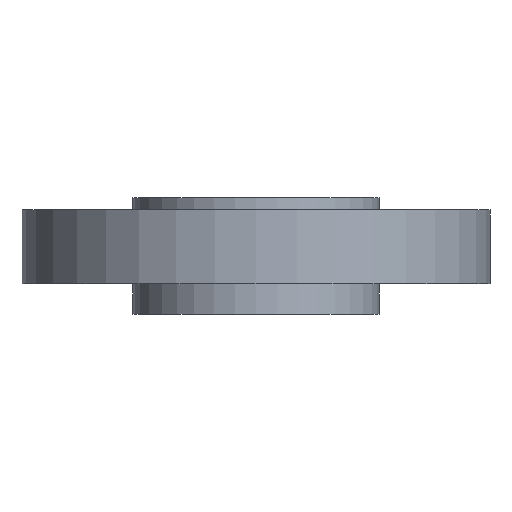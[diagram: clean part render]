
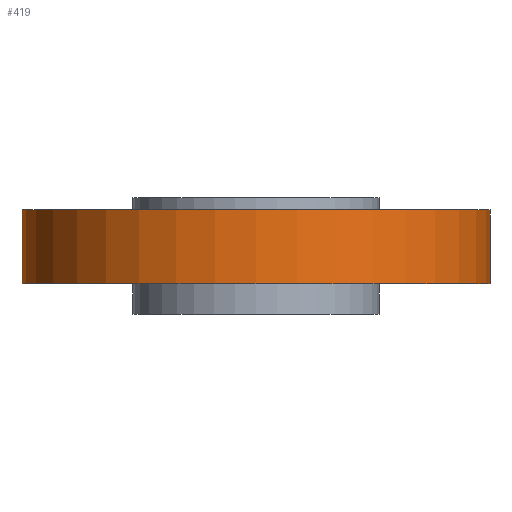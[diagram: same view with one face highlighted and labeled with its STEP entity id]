
A CAD part, front view. The second image highlights one B-rep face of the part: STEP entity #419.
In plain terms, the highlighted cylindrical face has radius 120.65 mm (diameter 241.3 mm), a partial arc.
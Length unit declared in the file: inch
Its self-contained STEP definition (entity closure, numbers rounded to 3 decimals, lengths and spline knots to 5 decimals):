
#29 = CARTESIAN_POINT ( 'NONE',  ( 0., 0., -0.25 ) ) ;
#49 = CARTESIAN_POINT ( 'NONE',  ( 0., 0., -15.18503 ) ) ;
#84 = AXIS2_PLACEMENT_3D ( 'NONE', #29, #870, #882 ) ;
#154 = VECTOR ( 'NONE', #769, 39.37008 ) ;
#164 = EDGE_CURVE ( 'NONE', #288, #266, #744, .T. ) ;
#177 = CARTESIAN_POINT ( 'NONE',  ( 4.75, 0., -15.18503 ) ) ;
#184 = CARTESIAN_POINT ( 'NONE',  ( -4.75, 0., -0.25 ) ) ;
#201 = CARTESIAN_POINT ( 'NONE',  ( 4.75, 0., -1.75 ) ) ;
#265 = DIRECTION ( 'NONE',  ( 1., 0., 0. ) ) ;
#266 = VERTEX_POINT ( 'NONE', #909 ) ;
#288 = VERTEX_POINT ( 'NONE', #201 ) ;
#313 = ORIENTED_EDGE ( 'NONE', *, *, #164, .F. ) ;
#317 = LINE ( 'NONE', #328, #154 ) ;
#327 = EDGE_CURVE ( 'NONE', #355, #759, #523, .T. ) ;
#328 = CARTESIAN_POINT ( 'NONE',  ( -4.75, 0., -15.18503 ) ) ;
#355 = VERTEX_POINT ( 'NONE', #184 ) ;
#385 = EDGE_CURVE ( 'NONE', #288, #759, #576, .T. ) ;
#398 = CARTESIAN_POINT ( 'NONE',  ( 0., 0., -1.75 ) ) ;
#410 = DIRECTION ( 'NONE',  ( 0., 0., 1. ) ) ;
#419 = ADVANCED_FACE ( 'NONE', ( #505 ), #815, .T. ) ;
#505 = FACE_OUTER_BOUND ( 'NONE', #745, .T. ) ;
#523 = CIRCLE ( 'NONE', #84, 4.75 ) ;
#533 = ORIENTED_EDGE ( 'NONE', *, *, #385, .T. ) ;
#564 = DIRECTION ( 'NONE',  ( 1., 0., 0. ) ) ;
#569 = ORIENTED_EDGE ( 'NONE', *, *, #327, .F. ) ;
#576 = LINE ( 'NONE', #177, #918 ) ;
#581 = DIRECTION ( 'NONE',  ( 0., 0., 1. ) ) ;
#702 = AXIS2_PLACEMENT_3D ( 'NONE', #49, #410, #265 ) ;
#744 = CIRCLE ( 'NONE', #848, 4.75 ) ;
#745 = EDGE_LOOP ( 'NONE', ( #828, #313, #533, #569 ) ) ;
#759 = VERTEX_POINT ( 'NONE', #873 ) ;
#769 = DIRECTION ( 'NONE',  ( 0., 0., 1. ) ) ;
#815 = CYLINDRICAL_SURFACE ( 'NONE', #702, 4.75 ) ;
#828 = ORIENTED_EDGE ( 'NONE', *, *, #996, .F. ) ;
#848 = AXIS2_PLACEMENT_3D ( 'NONE', #398, #858, #564 ) ;
#858 = DIRECTION ( 'NONE',  ( 0., 0., -1. ) ) ;
#870 = DIRECTION ( 'NONE',  ( 0., 0., 1. ) ) ;
#873 = CARTESIAN_POINT ( 'NONE',  ( 4.75, 0., -0.25 ) ) ;
#882 = DIRECTION ( 'NONE',  ( 1., 0., 0. ) ) ;
#909 = CARTESIAN_POINT ( 'NONE',  ( -4.75, 0., -1.75 ) ) ;
#918 = VECTOR ( 'NONE', #581, 39.37008 ) ;
#996 = EDGE_CURVE ( 'NONE', #266, #355, #317, .T. ) ;
